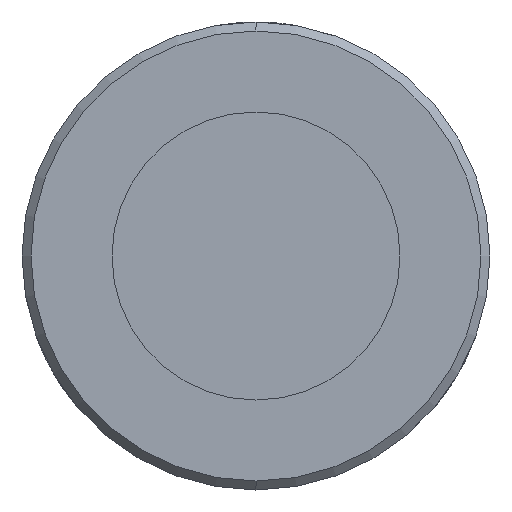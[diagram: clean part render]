
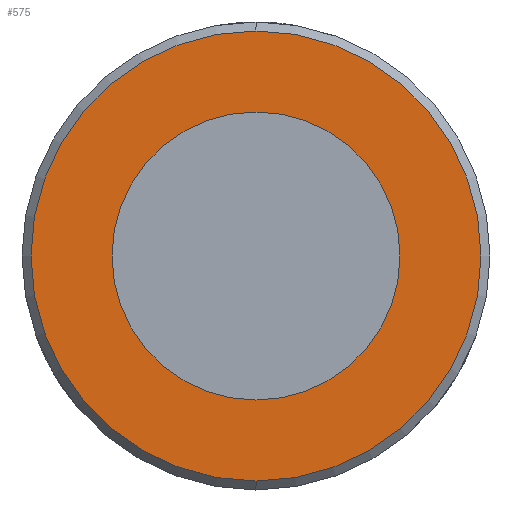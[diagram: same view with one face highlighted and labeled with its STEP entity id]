
A CAD part, left-side view. The second image highlights one B-rep face of the part: STEP entity #575.
In plain terms, the highlighted planar face has unit normal (-1, 0, 0).
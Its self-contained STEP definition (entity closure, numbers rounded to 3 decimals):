
#134 = DIRECTION ( 'NONE',  ( 0., 0., 1. ) ) ;
#146 = CARTESIAN_POINT ( 'NONE',  ( -10.5, 0., 0. ) ) ;
#149 = DIRECTION ( 'NONE',  ( -1., 0., 0. ) ) ;
#152 = CARTESIAN_POINT ( 'NONE',  ( -10.5, 0., 0. ) ) ;
#153 = DIRECTION ( 'NONE',  ( -1., 0., 0. ) ) ;
#159 = DIRECTION ( 'NONE',  ( 0., 0., 1. ) ) ;
#200 = DIRECTION ( 'NONE',  ( -1., 0., 0. ) ) ;
#207 = DIRECTION ( 'NONE',  ( 0., 0., -1. ) ) ;
#212 = DIRECTION ( 'NONE',  ( 0., 0., -1. ) ) ;
#214 = CARTESIAN_POINT ( 'NONE',  ( -10.5, 0., 0. ) ) ;
#216 = CARTESIAN_POINT ( 'NONE',  ( -10.5, 0., 0. ) ) ;
#220 = DIRECTION ( 'NONE',  ( -1., 0., 0. ) ) ;
#317 = VERTEX_POINT ( 'NONE', #691 ) ;
#318 = VERTEX_POINT ( 'NONE', #731 ) ;
#331 = EDGE_LOOP ( 'NONE', ( #404, #423 ) ) ;
#352 = VERTEX_POINT ( 'NONE', #703 ) ;
#353 = VERTEX_POINT ( 'NONE', #724 ) ;
#404 = ORIENTED_EDGE ( 'NONE', *, *, #851, .F. ) ;
#407 = ORIENTED_EDGE ( 'NONE', *, *, #864, .T. ) ;
#418 = ORIENTED_EDGE ( 'NONE', *, *, #857, .T. ) ;
#423 = ORIENTED_EDGE ( 'NONE', *, *, #852, .F. ) ;
#495 = EDGE_LOOP ( 'NONE', ( #418, #407 ) ) ;
#513 = CIRCLE ( 'NONE', #911, 12.5 ) ;
#524 = FACE_OUTER_BOUND ( 'NONE', #495, .T. ) ;
#536 = FACE_BOUND ( 'NONE', #331, .T. ) ;
#575 = ADVANCED_FACE ( 'NONE', ( #524, #536 ), #739, .F. ) ;
#644 = CIRCLE ( 'NONE', #916, 12.5 ) ;
#648 = CIRCLE ( 'NONE', #901, 8. ) ;
#651 = CIRCLE ( 'NONE', #902, 8. ) ;
#691 = CARTESIAN_POINT ( 'NONE',  ( -10.5, 0., 12.5 ) ) ;
#703 = CARTESIAN_POINT ( 'NONE',  ( -10.5, 0., 8. ) ) ;
#724 = CARTESIAN_POINT ( 'NONE',  ( -10.5, 0., -8. ) ) ;
#731 = CARTESIAN_POINT ( 'NONE',  ( -10.5, 0., -12.5 ) ) ;
#739 = PLANE ( 'NONE',  #884 ) ;
#756 = DIRECTION ( 'NONE',  ( 0., 0., -1. ) ) ;
#757 = DIRECTION ( 'NONE',  ( 1., 0., 0. ) ) ;
#771 = CARTESIAN_POINT ( 'NONE',  ( -10.5, 8., 0. ) ) ;
#851 = EDGE_CURVE ( 'NONE', #352, #353, #651, .T. ) ;
#852 = EDGE_CURVE ( 'NONE', #353, #352, #648, .T. ) ;
#857 = EDGE_CURVE ( 'NONE', #318, #317, #644, .T. ) ;
#864 = EDGE_CURVE ( 'NONE', #317, #318, #513, .T. ) ;
#884 = AXIS2_PLACEMENT_3D ( 'NONE', #771, #757, #756 ) ;
#901 = AXIS2_PLACEMENT_3D ( 'NONE', #152, #149, #159 ) ;
#902 = AXIS2_PLACEMENT_3D ( 'NONE', #146, #153, #134 ) ;
#911 = AXIS2_PLACEMENT_3D ( 'NONE', #216, #220, #212 ) ;
#916 = AXIS2_PLACEMENT_3D ( 'NONE', #214, #200, #207 ) ;
